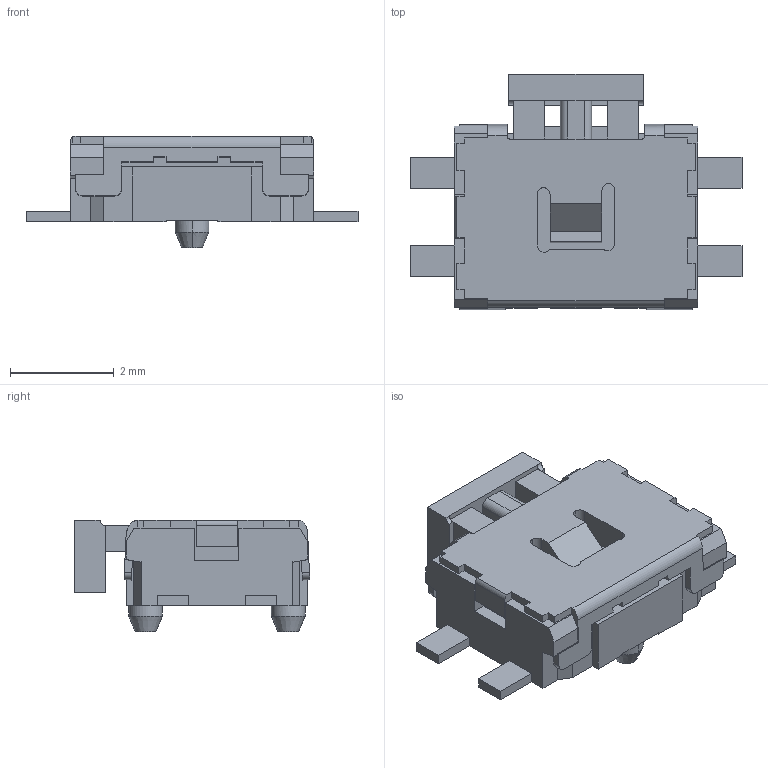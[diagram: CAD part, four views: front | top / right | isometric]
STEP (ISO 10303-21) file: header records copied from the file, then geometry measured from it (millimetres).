
FILE_DESCRIPTION(('FreeCAD Model'),'2;1');
FILE_NAME('Panasonic_EVQPUL_EVQPUC.step', '2017-08-11T14:12:46',('kicad StepUp'),('ksu MCAD'), 'Open CASCADE STEP processor 6.8','FreeCAD','Unknown');
FILE_SCHEMA(('AUTOMOTIVE_DESIGN_CC2 { 1 2 10303 214 -1 1 5 4 }'));
Length unit declared in the file: millimetre
Products named in the file (1): Panasonic_EVQPUL_EVQPUC
Bounding box: 6.4 x 4.54 x 2.15 mm (x, y, z)
Volume: 27.8 mm3; surface area: 94.8 mm2
Topology: 1 solids, 1 shells, 274 faces, 810 edges, 536 vertices
Faces by surface type: plane 236, cylinder 32, cone 4, bspline 2
Entity records: 9132 total; most frequent: CARTESIAN_POINT 1788, ORIENTED_EDGE 1620, DIRECTION 1385, EDGE_CURVE 810, LINE 715, VECTOR 715, VERTEX_POINT 536, AXIS2_PLACEMENT_3D 335
